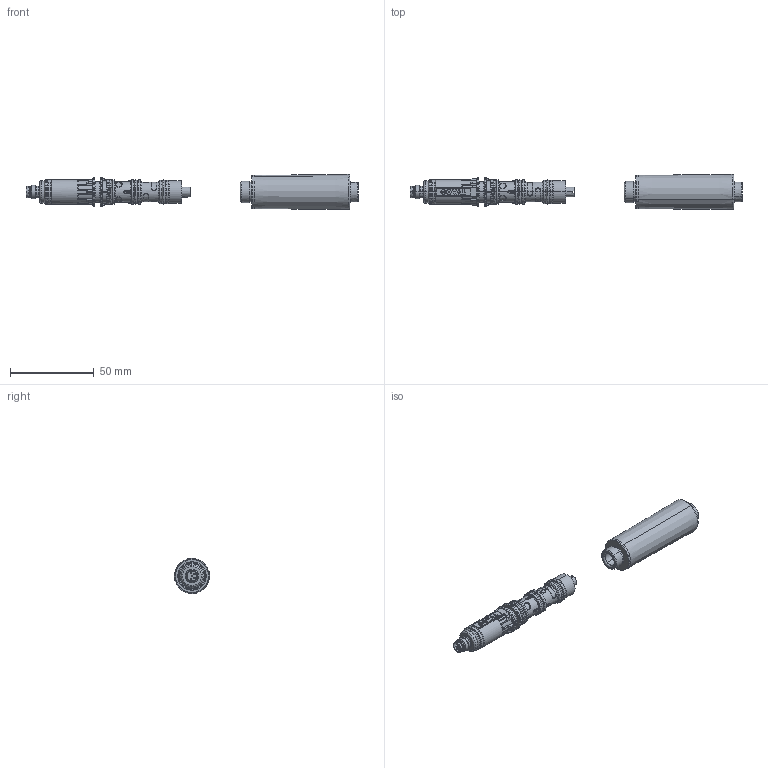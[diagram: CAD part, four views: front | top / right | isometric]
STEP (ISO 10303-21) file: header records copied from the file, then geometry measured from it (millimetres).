
FILE_DESCRIPTION(('STEP AP242'),'1');
FILE_NAME('coval_cvpc90x12k.stp','2020-06-01T19:57:55',('TraceParts'),('TraceParts S.A.'),'Spatial InterOp 3D',' ',' ');
FILE_SCHEMA(('AP242_MANAGED_MODEL_BASED_3D_ENGINEERING_MIM_LF {1 0 10303 442 1 1 4}'));
Length unit declared in the file: millimetre
Products named in the file (1): coval_cvpc90x12k_1
Bounding box: 198.22 x 20.92 x 20.92 mm (x, y, z)
Volume: 30409.7 mm3; surface area: 22012 mm2
Topology: 19 solids, 19 shells, 1028 faces, 2557 edges, 1590 vertices
Faces by surface type: cylinder 318, plane 245, torus 174, bspline 156, cone 129, sphere 6
Entity records: 46600 total; most frequent: CARTESIAN_POINT 14836, ORIENTED_EDGE 5072, DIRECTION 4665, EDGE_CURVE 2536, AXIS2_PLACEMENT_3D 1915, VERTEX_POINT 1590, EDGE_LOOP 1098, STYLED_ITEM 1047
